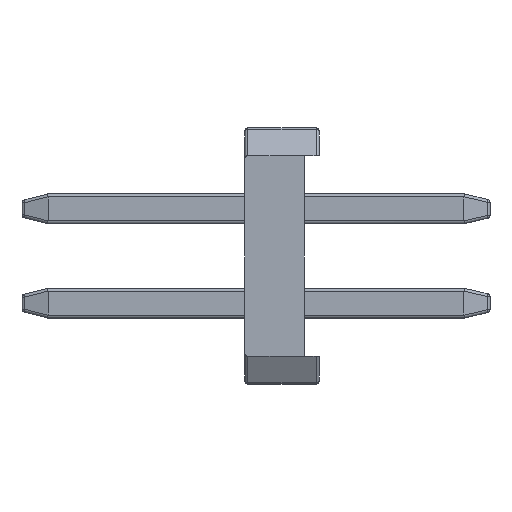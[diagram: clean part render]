
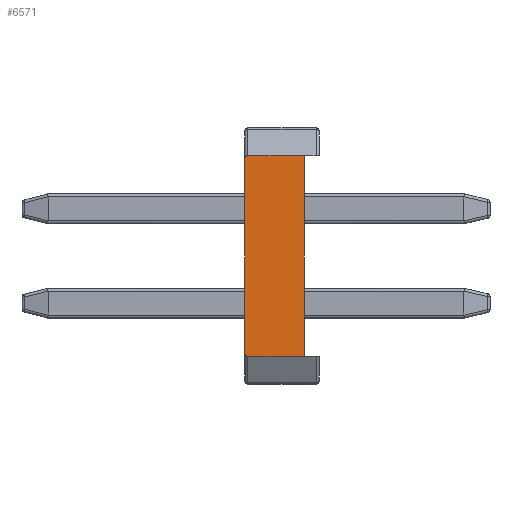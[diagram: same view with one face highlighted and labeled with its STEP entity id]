
A CAD part, left-side view. The second image highlights one B-rep face of the part: STEP entity #6571.
In plain terms, the highlighted planar face has unit normal (-1, 0, 0).
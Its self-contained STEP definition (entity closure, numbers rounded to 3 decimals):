
#581 = CARTESIAN_POINT ( 'NONE',  ( -4.445, 0.46, 1.31 ) ) ;
#779 = FACE_OUTER_BOUND ( 'NONE', #9470, .T. ) ;
#839 = VERTEX_POINT ( 'NONE', #1040 ) ;
#862 = DIRECTION ( 'NONE',  ( 0., 0., -1. ) ) ;
#1040 = CARTESIAN_POINT ( 'NONE',  ( -4.445, -0.3, 1.35 ) ) ;
#1738 = CIRCLE ( 'NONE', #4994, 0.04 ) ;
#2199 = DIRECTION ( 'NONE',  ( 0., 0., -1. ) ) ;
#2271 = EDGE_CURVE ( 'NONE', #10099, #839, #19468, .T. ) ;
#2336 = VERTEX_POINT ( 'NONE', #8613 ) ;
#2400 = VECTOR ( 'NONE', #16904, 1000. ) ;
#2641 = DIRECTION ( 'NONE',  ( -1., 0., 0. ) ) ;
#2704 = VERTEX_POINT ( 'NONE', #6660 ) ;
#3875 = AXIS2_PLACEMENT_3D ( 'NONE', #581, #11747, #2199 ) ;
#4032 = CARTESIAN_POINT ( 'NONE',  ( -4.445, 0.5, -1.35 ) ) ;
#4994 = AXIS2_PLACEMENT_3D ( 'NONE', #12196, #2641, #13800 ) ;
#5925 = LINE ( 'NONE', #12048, #18153 ) ;
#6571 = ADVANCED_FACE ( 'NONE', ( #779 ), #20003, .F. ) ;
#6660 = CARTESIAN_POINT ( 'NONE',  ( -4.445, 0.5, 1.31 ) ) ;
#6847 = CIRCLE ( 'NONE', #3875, 0.04 ) ;
#7105 = ORIENTED_EDGE ( 'NONE', *, *, #11385, .T. ) ;
#8613 = CARTESIAN_POINT ( 'NONE',  ( -4.445, 0.46, -1.35 ) ) ;
#8942 = EDGE_CURVE ( 'NONE', #839, #18152, #15158, .T. ) ;
#9034 = ORIENTED_EDGE ( 'NONE', *, *, #16056, .F. ) ;
#9470 = EDGE_LOOP ( 'NONE', ( #20018, #7105, #9034, #16355, #14354, #15876 ) ) ;
#10099 = VERTEX_POINT ( 'NONE', #16907 ) ;
#10180 = CARTESIAN_POINT ( 'NONE',  ( -4.445, -0.3, -1.35 ) ) ;
#10428 = DIRECTION ( 'NONE',  ( 1., 0., 0. ) ) ;
#10889 = LINE ( 'NONE', #15263, #2400 ) ;
#11385 = EDGE_CURVE ( 'NONE', #10099, #2704, #6847, .T. ) ;
#11747 = DIRECTION ( 'NONE',  ( -1., 0., 0. ) ) ;
#12048 = CARTESIAN_POINT ( 'NONE',  ( -4.445, 0.5, -1.35 ) ) ;
#12196 = CARTESIAN_POINT ( 'NONE',  ( -4.445, 0.46, -1.31 ) ) ;
#12366 = VERTEX_POINT ( 'NONE', #16609 ) ;
#13800 = DIRECTION ( 'NONE',  ( 0., 0., -1. ) ) ;
#14103 = DIRECTION ( 'NONE',  ( 0., 0., -1. ) ) ;
#14354 = ORIENTED_EDGE ( 'NONE', *, *, #16218, .T. ) ;
#15158 = LINE ( 'NONE', #18886, #18953 ) ;
#15192 = VECTOR ( 'NONE', #17979, 1000. ) ;
#15263 = CARTESIAN_POINT ( 'NONE',  ( -4.445, 0.5, -1.35 ) ) ;
#15876 = ORIENTED_EDGE ( 'NONE', *, *, #8942, .F. ) ;
#16056 = EDGE_CURVE ( 'NONE', #12366, #2704, #5925, .T. ) ;
#16218 = EDGE_CURVE ( 'NONE', #2336, #18152, #10889, .T. ) ;
#16355 = ORIENTED_EDGE ( 'NONE', *, *, #20564, .T. ) ;
#16609 = CARTESIAN_POINT ( 'NONE',  ( -4.445, 0.5, -1.31 ) ) ;
#16734 = DIRECTION ( 'NONE',  ( 0., 0., 1. ) ) ;
#16904 = DIRECTION ( 'NONE',  ( 0., -1., 0. ) ) ;
#16907 = CARTESIAN_POINT ( 'NONE',  ( -4.445, 0.46, 1.35 ) ) ;
#17903 = CARTESIAN_POINT ( 'NONE',  ( -4.445, 0.5, 1.35 ) ) ;
#17979 = DIRECTION ( 'NONE',  ( 0., -1., 0. ) ) ;
#18152 = VERTEX_POINT ( 'NONE', #10180 ) ;
#18153 = VECTOR ( 'NONE', #16734, 1000. ) ;
#18886 = CARTESIAN_POINT ( 'NONE',  ( -4.445, -0.3, -1.35 ) ) ;
#18953 = VECTOR ( 'NONE', #14103, 1000. ) ;
#19296 = AXIS2_PLACEMENT_3D ( 'NONE', #4032, #10428, #862 ) ;
#19468 = LINE ( 'NONE', #17903, #15192 ) ;
#20003 = PLANE ( 'NONE',  #19296 ) ;
#20018 = ORIENTED_EDGE ( 'NONE', *, *, #2271, .F. ) ;
#20564 = EDGE_CURVE ( 'NONE', #12366, #2336, #1738, .T. ) ;
